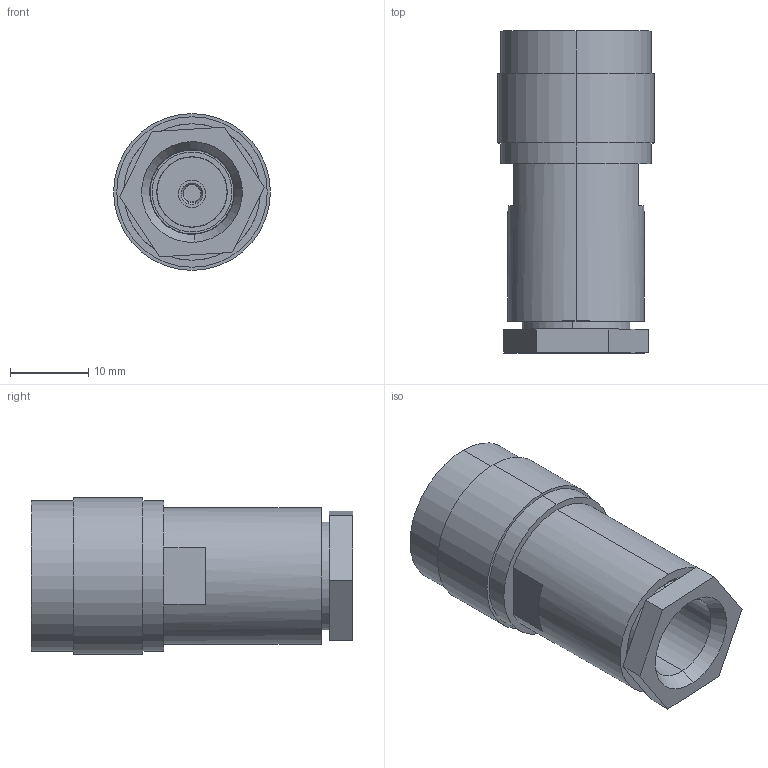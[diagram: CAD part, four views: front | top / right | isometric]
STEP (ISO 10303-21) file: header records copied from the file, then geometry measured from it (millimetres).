
FILE_DESCRIPTION (( 'STEP AP203' ), '1' );
FILE_NAME ('BAN111.STEP', '2006-06-30T19:36:40', ( ' ' ), ( ' ' ), 'SwSTEP 2.0', 'SolidWorks 2005354', '' );
FILE_SCHEMA (( 'CONFIG_CONTROL_DESIGN' ));
Length unit declared in the file: inch
Products named in the file (7): BAN111-MA2; BAN111-MA5; BAN111; BAN111-MA3; BAN111-MA1; BAN111-MA4; BAN111-MA6
Assembly tree (6 placements, depth 2):
  BAN111
    BAN111-MA4
    BAN111-MA3
    BAN111-MA2
    BAN111-MA1
    BAN111-MA6
    BAN111-MA5
Bounding box: 19.99 x 41.05 x 19.99 mm (x, y, z)
Volume: 6359.1 mm3; surface area: 7188.9 mm2
Topology: 6 solids, 6 shells, 134 faces, 298 edges, 190 vertices
Faces by surface type: plane 56, cylinder 52, cone 24, torus 2
Entity records: 4549 total; most frequent: DIRECTION 728, CARTESIAN_POINT 667, ORIENTED_EDGE 596, EDGE_CURVE 298, AXIS2_PLACEMENT_3D 291, VERTEX_POINT 190, EDGE_LOOP 160, CIRCLE 148
